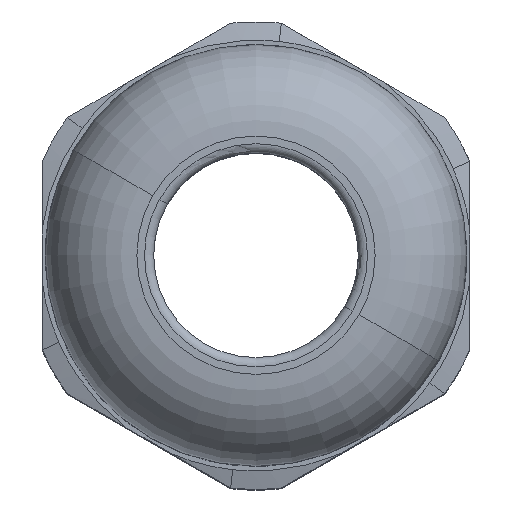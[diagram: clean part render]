
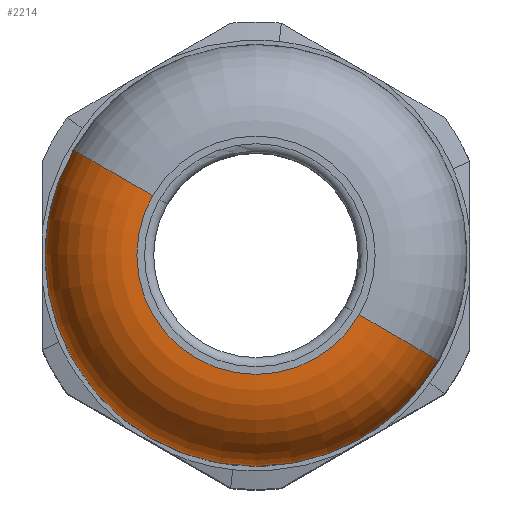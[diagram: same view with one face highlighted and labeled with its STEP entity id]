
A CAD part, top view. The second image highlights one B-rep face of the part: STEP entity #2214.
In plain terms, the highlighted toroidal (fillet/blend) face has major radius 3.9 mm and minor radius 3 mm.
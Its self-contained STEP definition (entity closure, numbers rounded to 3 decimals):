
#1784=AXIS2_PLACEMENT_3D('Circle Axis2P3D',#1782,#1783,$) ;
#2174=AXIS2_PLACEMENT_3D('Circle Axis2P3D',#2172,#2173,$) ;
#2188=AXIS2_PLACEMENT_3D('Circle Axis2P3D',#2186,#2187,$) ;
#2201=AXIS2_PLACEMENT_3D('Torus Axis2P3D',#2198,#2199,#2200) ;
#2205=AXIS2_PLACEMENT_3D('Circle Axis2P3D',#2203,#2204,$) ;
#1777=CARTESIAN_POINT('Vertex',(3.623,9.6,27.748)) ;
#1779=CARTESIAN_POINT('Vertex',(10.377,5.7,27.748)) ;
#1782=CARTESIAN_POINT('Axis2P3D Location',(7.,7.65,27.748)) ;
#2172=CARTESIAN_POINT('Axis2P3D Location',(10.377,5.7,24.748)) ;
#2176=CARTESIAN_POINT('Vertex',(12.976,4.2,24.748)) ;
#2183=CARTESIAN_POINT('Vertex',(1.024,11.1,24.748)) ;
#2186=CARTESIAN_POINT('Axis2P3D Location',(3.623,9.6,24.748)) ;
#2198=CARTESIAN_POINT('Axis2P3D Location',(7.,7.65,24.748)) ;
#2203=CARTESIAN_POINT('Axis2P3D Location',(7.,7.65,24.748)) ;
#1783=DIRECTION('Axis2P3D Direction',(0.,0.,-1.)) ;
#2173=DIRECTION('Axis2P3D Direction',(0.5,0.866,0.)) ;
#2187=DIRECTION('Axis2P3D Direction',(-0.5,-0.866,0.)) ;
#2199=DIRECTION('Axis2P3D Direction',(0.,0.,-1.)) ;
#2200=DIRECTION('Axis2P3D XDirection',(0.866,-0.5,0.)) ;
#2204=DIRECTION('Axis2P3D Direction',(0.,0.,-1.)) ;
#2209=ORIENTED_EDGE('',*,*,#2190,.F.) ;
#2210=ORIENTED_EDGE('',*,*,#2207,.T.) ;
#2211=ORIENTED_EDGE('',*,*,#2178,.F.) ;
#2212=ORIENTED_EDGE('',*,*,#1786,.T.) ;
#2214=ADVANCED_FACE('PG 7_1\\MANIFOLD_SOLID_BREP #10758',(#2213),#2202,.T.) ;
#1785=CIRCLE('generated circle',#1784,3.9) ;
#2175=CIRCLE('generated circle',#2174,3.) ;
#2189=CIRCLE('generated circle',#2188,3.) ;
#2206=CIRCLE('generated circle',#2205,6.9) ;
#2202=TOROIDAL_SURFACE('homeo Torus',#2201,3.9,3.) ;
#1786=EDGE_CURVE('',#1780,#1778,#1785,.T.) ;
#2178=EDGE_CURVE('',#1780,#2177,#2175,.T.) ;
#2190=EDGE_CURVE('',#2184,#1778,#2189,.F.) ;
#2207=EDGE_CURVE('',#2184,#2177,#2206,.F.) ;
#2208=EDGE_LOOP('',(#2209,#2210,#2211,#2212)) ;
#2213=FACE_OUTER_BOUND('',#2208,.T.) ;
#1778=VERTEX_POINT('',#1777) ;
#1780=VERTEX_POINT('',#1779) ;
#2177=VERTEX_POINT('',#2176) ;
#2184=VERTEX_POINT('',#2183) ;
